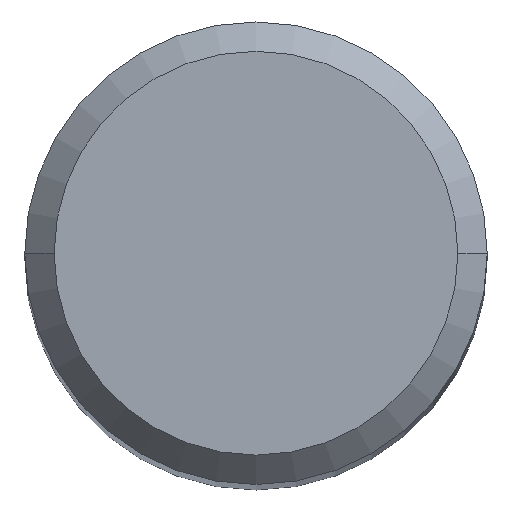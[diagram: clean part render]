
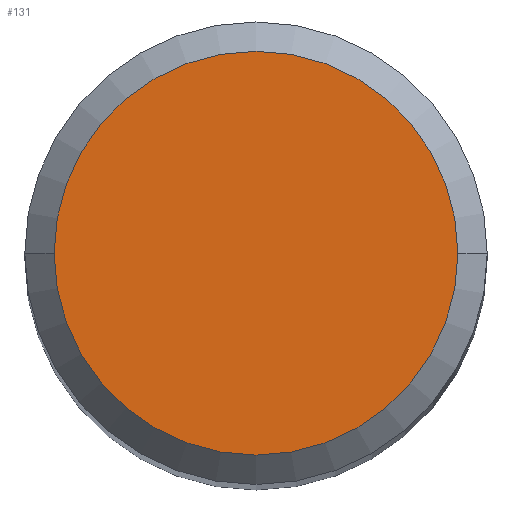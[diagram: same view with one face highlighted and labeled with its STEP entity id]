
A CAD part, top view. The second image highlights one B-rep face of the part: STEP entity #131.
In plain terms, the highlighted planar face has unit normal (0, 0, 1).
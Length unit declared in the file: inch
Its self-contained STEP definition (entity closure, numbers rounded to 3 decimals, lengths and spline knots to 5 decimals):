
#10 = CARTESIAN_POINT ( 'NONE',  ( 0.10311, 0., 2.24409 ) ) ;
#20 = CARTESIAN_POINT ( 'NONE',  ( 0., 0., 2.24409 ) ) ;
#38 = EDGE_LOOP ( 'NONE', ( #113, #269 ) ) ;
#40 = EDGE_CURVE ( 'NONE', #203, #144, #120, .T. ) ;
#46 = AXIS2_PLACEMENT_3D ( 'NONE', #20, #116, #208 ) ;
#49 = DIRECTION ( 'NONE',  ( 1., 0., 0. ) ) ;
#51 = AXIS2_PLACEMENT_3D ( 'NONE', #52, #107, #292 ) ;
#52 = CARTESIAN_POINT ( 'NONE',  ( 0., 0., 2.24409 ) ) ;
#58 = CARTESIAN_POINT ( 'NONE',  ( 0., 0., 2.24409 ) ) ;
#87 = EDGE_CURVE ( 'NONE', #144, #203, #212, .T. ) ;
#107 = DIRECTION ( 'NONE',  ( 0., 0., 1. ) ) ;
#113 = ORIENTED_EDGE ( 'NONE', *, *, #40, .T. ) ;
#116 = DIRECTION ( 'NONE',  ( 0., 0., 1. ) ) ;
#120 = CIRCLE ( 'NONE', #46, 0.10311 ) ;
#131 = ADVANCED_FACE ( 'NONE', ( #178 ), #265, .T. ) ;
#144 = VERTEX_POINT ( 'NONE', #10 ) ;
#148 = DIRECTION ( 'NONE',  ( 0., 0., 1. ) ) ;
#178 = FACE_OUTER_BOUND ( 'NONE', #38, .T. ) ;
#203 = VERTEX_POINT ( 'NONE', #228 ) ;
#208 = DIRECTION ( 'NONE',  ( 1., 0., 0. ) ) ;
#212 = CIRCLE ( 'NONE', #51, 0.10311 ) ;
#228 = CARTESIAN_POINT ( 'NONE',  ( -0.10311, 0., 2.24409 ) ) ;
#265 = PLANE ( 'NONE',  #289 ) ;
#269 = ORIENTED_EDGE ( 'NONE', *, *, #87, .T. ) ;
#289 = AXIS2_PLACEMENT_3D ( 'NONE', #58, #148, #49 ) ;
#292 = DIRECTION ( 'NONE',  ( 1., 0., 0. ) ) ;
